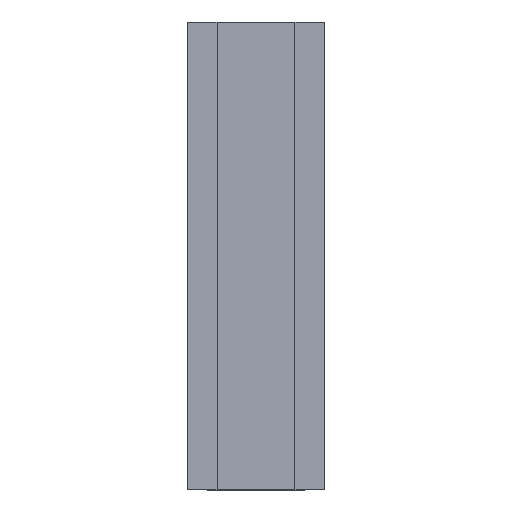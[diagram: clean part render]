
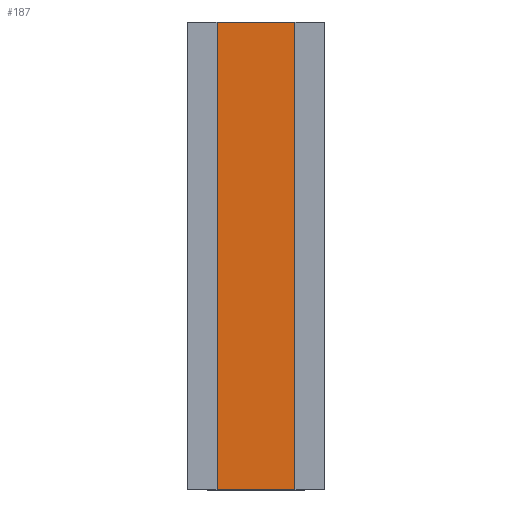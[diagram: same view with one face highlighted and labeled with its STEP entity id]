
A CAD part, top view. The second image highlights one B-rep face of the part: STEP entity #187.
In plain terms, the highlighted planar face has unit normal (0, 0, 1).
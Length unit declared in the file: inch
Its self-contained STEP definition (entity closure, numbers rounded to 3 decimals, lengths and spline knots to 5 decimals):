
#148=CARTESIAN_POINT('',(-2.61887,-8.23063,-0.25));
#149=VERTEX_POINT('',#148);
#150=CARTESIAN_POINT('',(-2.61887,-2.23063,-0.25));
#151=VERTEX_POINT('',#150);
#152=CARTESIAN_POINT('',(-2.61887,-5.23063,-0.25));
#153=DIRECTION('',(0.,1.,0.));
#154=VECTOR('',#153,1.);
#155=LINE('',#152,#154);
#156=EDGE_CURVE('',#149,#151,#155,.T.);
#157=ORIENTED_EDGE('',*,*,#156,.T.);
#158=CARTESIAN_POINT('',(-3.61887,-2.23063,-0.25));
#159=VERTEX_POINT('',#158);
#160=CARTESIAN_POINT('',(-2.61887,-2.23063,-0.25));
#161=DIRECTION('',(-1.,0.,0.));
#162=VECTOR('',#161,1.);
#163=LINE('',#160,#162);
#164=EDGE_CURVE('',#151,#159,#163,.T.);
#165=ORIENTED_EDGE('',*,*,#164,.T.);
#166=CARTESIAN_POINT('',(-3.61887,-8.23063,-0.25));
#167=VERTEX_POINT('',#166);
#168=CARTESIAN_POINT('',(-3.61887,-5.23063,-0.25));
#169=DIRECTION('',(0.,-1.,0.));
#170=VECTOR('',#169,1.);
#171=LINE('',#168,#170);
#172=EDGE_CURVE('',#159,#167,#171,.T.);
#173=ORIENTED_EDGE('',*,*,#172,.T.);
#174=CARTESIAN_POINT('',(-2.61887,-8.23063,-0.25));
#175=DIRECTION('',(1.,0.,0.));
#176=VECTOR('',#175,1.);
#177=LINE('',#174,#176);
#178=EDGE_CURVE('',#167,#149,#177,.T.);
#179=ORIENTED_EDGE('',*,*,#178,.T.);
#180=EDGE_LOOP('',(#157,#165,#173,#179));
#181=FACE_OUTER_BOUND('',#180,.T.);
#182=CARTESIAN_POINT('',(-3.11887,-5.23063,-0.25));
#183=DIRECTION('',(0.,0.,1.));
#184=DIRECTION('',(1.,0.,0.));
#185=AXIS2_PLACEMENT_3D('',#182,#183,#184);
#186=PLANE('',#185);
#187=ADVANCED_FACE('',(#181),#186,.T.);
